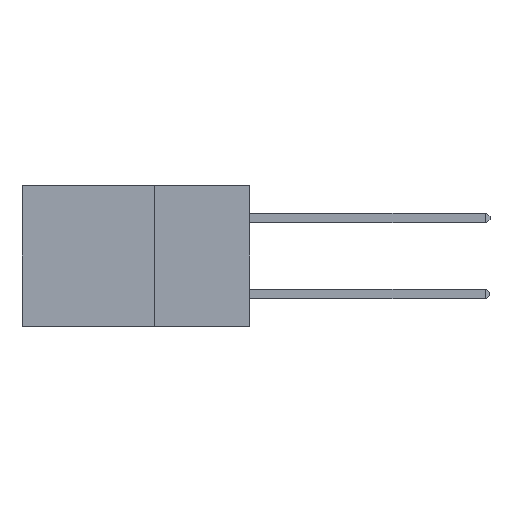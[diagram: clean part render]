
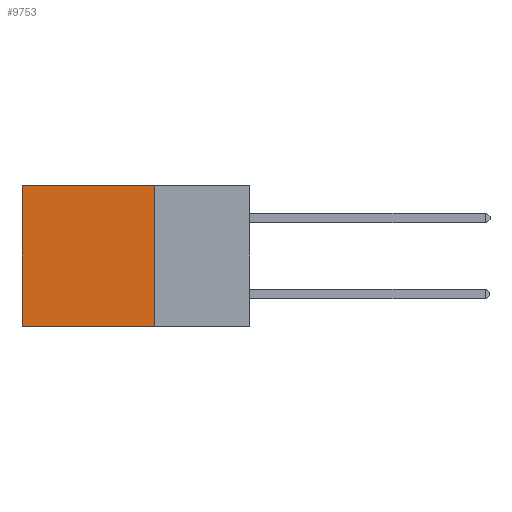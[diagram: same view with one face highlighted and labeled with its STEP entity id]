
A CAD part, left-side view. The second image highlights one B-rep face of the part: STEP entity #9753.
In plain terms, the highlighted planar face has unit normal (-1, 0, 0).
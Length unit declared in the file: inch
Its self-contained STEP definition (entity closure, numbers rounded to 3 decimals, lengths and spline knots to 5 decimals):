
#19 = ORIENTED_EDGE ( 'NONE', *, *, #13017, .F. ) ;
#425 = CARTESIAN_POINT ( 'NONE',  ( 0.2875, 0.25, 0. ) ) ;
#724 = CARTESIAN_POINT ( 'NONE',  ( 0.2875, 0.6, 0. ) ) ;
#1867 = DIRECTION ( 'NONE',  ( 1., 0., 0. ) ) ;
#1897 = CARTESIAN_POINT ( 'NONE',  ( 0.2875, 0.25, 0. ) ) ;
#1949 = VECTOR ( 'NONE', #3309, 39.37008 ) ;
#2165 = DIRECTION ( 'NONE',  ( 0., 0., -1. ) ) ;
#2923 = ORIENTED_EDGE ( 'NONE', *, *, #8370, .T. ) ;
#3309 = DIRECTION ( 'NONE',  ( 0., 1., 0. ) ) ;
#3379 = EDGE_LOOP ( 'NONE', ( #2923, #19, #8586, #12507 ) ) ;
#3542 = FACE_OUTER_BOUND ( 'NONE', #3379, .T. ) ;
#4158 = VERTEX_POINT ( 'NONE', #6027 ) ;
#4470 = EDGE_CURVE ( 'NONE', #9130, #4158, #14027, .T. ) ;
#5203 = CARTESIAN_POINT ( 'NONE',  ( 0.2875, 0.25, 0. ) ) ;
#6027 = CARTESIAN_POINT ( 'NONE',  ( 0.2875, 0.25, -0.37 ) ) ;
#6255 = VECTOR ( 'NONE', #9468, 39.37008 ) ;
#6648 = VERTEX_POINT ( 'NONE', #16916 ) ;
#8370 = EDGE_CURVE ( 'NONE', #6648, #9192, #15432, .T. ) ;
#8586 = ORIENTED_EDGE ( 'NONE', *, *, #4470, .F. ) ;
#9039 = PLANE ( 'NONE',  #13130 ) ;
#9130 = VERTEX_POINT ( 'NONE', #5203 ) ;
#9192 = VERTEX_POINT ( 'NONE', #14089 ) ;
#9468 = DIRECTION ( 'NONE',  ( 0., 0., -1. ) ) ;
#9753 = ADVANCED_FACE ( 'NONE', ( #3542 ), #9039, .F. ) ;
#10672 = LINE ( 'NONE', #14134, #17921 ) ;
#10976 = EDGE_CURVE ( 'NONE', #9130, #6648, #13560, .T. ) ;
#11061 = VECTOR ( 'NONE', #2165, 39.37008 ) ;
#12022 = DIRECTION ( 'NONE',  ( 0., 0., -1. ) ) ;
#12464 = CARTESIAN_POINT ( 'NONE',  ( 0.2875, 0.25, 0. ) ) ;
#12507 = ORIENTED_EDGE ( 'NONE', *, *, #10976, .T. ) ;
#13017 = EDGE_CURVE ( 'NONE', #4158, #9192, #10672, .T. ) ;
#13130 = AXIS2_PLACEMENT_3D ( 'NONE', #425, #1867, #12022 ) ;
#13560 = LINE ( 'NONE', #1897, #1949 ) ;
#14027 = LINE ( 'NONE', #12464, #6255 ) ;
#14089 = CARTESIAN_POINT ( 'NONE',  ( 0.2875, 0.6, -0.37 ) ) ;
#14134 = CARTESIAN_POINT ( 'NONE',  ( 0.2875, 0.25, -0.37 ) ) ;
#15432 = LINE ( 'NONE', #724, #11061 ) ;
#15575 = DIRECTION ( 'NONE',  ( 0., 1., 0. ) ) ;
#16916 = CARTESIAN_POINT ( 'NONE',  ( 0.2875, 0.6, 0. ) ) ;
#17921 = VECTOR ( 'NONE', #15575, 39.37008 ) ;
